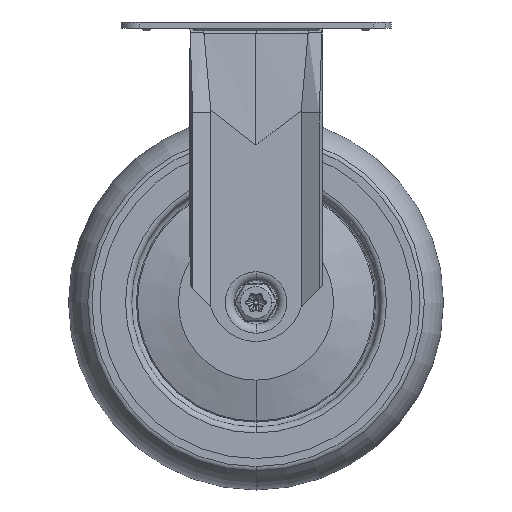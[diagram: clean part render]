
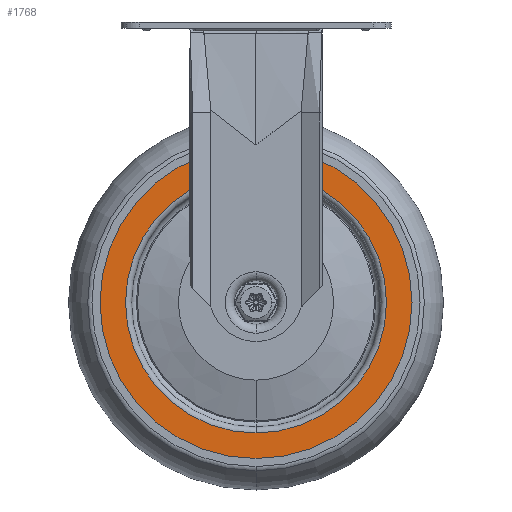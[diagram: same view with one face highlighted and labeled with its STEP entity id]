
A CAD part, front view. The second image highlights one B-rep face of the part: STEP entity #1768.
In plain terms, the highlighted planar face has unit normal (0, -1, 0).
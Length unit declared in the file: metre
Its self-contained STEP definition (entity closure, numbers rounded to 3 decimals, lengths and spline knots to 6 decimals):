
#1768=ADVANCED_FACE('',(#3032,#3033),#3034,.T.);
#3032=FACE_OUTER_BOUND('',#9604,.T.);
#3033=FACE_BOUND('',#9605,.T.);
#3034=PLANE('',#9606);
#9604=EDGE_LOOP('',(#16926,#16927));
#9605=EDGE_LOOP('',(#16928,#16929));
#9606=AXIS2_PLACEMENT_3D('',#16930,#16931,#16932);
#16926=ORIENTED_EDGE('',*,*,#23170,.F.);
#16927=ORIENTED_EDGE('',*,*,#23251,.F.);
#16928=ORIENTED_EDGE('',*,*,#23176,.T.);
#16929=ORIENTED_EDGE('',*,*,#23250,.T.);
#16930=CARTESIAN_POINT('',(0.0,-0.016,0.04775));
#16931=DIRECTION('',(0.0,-1.0,0.));
#16932=DIRECTION('',(0.0,0.,-1.0));
#23170=EDGE_CURVE('',#25727,#25730,#25731,.T.);
#23176=EDGE_CURVE('',#25736,#25740,#25742,.T.);
#23250=EDGE_CURVE('',#25740,#25736,#25860,.T.);
#23251=EDGE_CURVE('',#25730,#25727,#25861,.T.);
#25727=VERTEX_POINT('',#30657);
#25730=VERTEX_POINT('',#30661);
#25731=CIRCLE('',#30662,0.052);
#25736=VERTEX_POINT('',#30668);
#25740=VERTEX_POINT('',#30672);
#25742=CIRCLE('',#30674,0.0435);
#25860=CIRCLE('',#30810,0.0435);
#25861=CIRCLE('',#30811,0.052);
#30657=CARTESIAN_POINT('',(0.0,-0.016,0.052));
#30661=CARTESIAN_POINT('',(0.,-0.016,-0.052));
#30662=AXIS2_PLACEMENT_3D('',#38341,#38342,#38343);
#30668=CARTESIAN_POINT('',(0.0,-0.016,0.0435));
#30672=CARTESIAN_POINT('',(0.,-0.016,-0.0435));
#30674=AXIS2_PLACEMENT_3D('',#38357,#38358,#38359);
#30810=AXIS2_PLACEMENT_3D('',#38543,#38544,#38545);
#30811=AXIS2_PLACEMENT_3D('',#38546,#38547,#38548);
#38341=CARTESIAN_POINT('',(0.0,-0.016,0.0));
#38342=DIRECTION('',(0.0,1.0,0.0));
#38343=DIRECTION('',(0.0,0.0,1.0));
#38357=CARTESIAN_POINT('',(0.0,-0.016,0.0));
#38358=DIRECTION('',(0.0,1.0,0.0));
#38359=DIRECTION('',(0.0,0.0,1.0));
#38543=CARTESIAN_POINT('',(0.0,-0.016,0.0));
#38544=DIRECTION('',(0.0,1.0,0.0));
#38545=DIRECTION('',(0.0,0.0,1.0));
#38546=CARTESIAN_POINT('',(0.0,-0.016,0.0));
#38547=DIRECTION('',(0.0,1.0,0.0));
#38548=DIRECTION('',(0.0,0.0,1.0));
